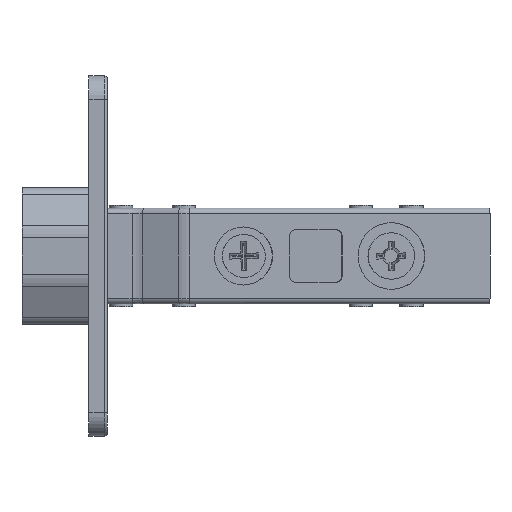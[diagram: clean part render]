
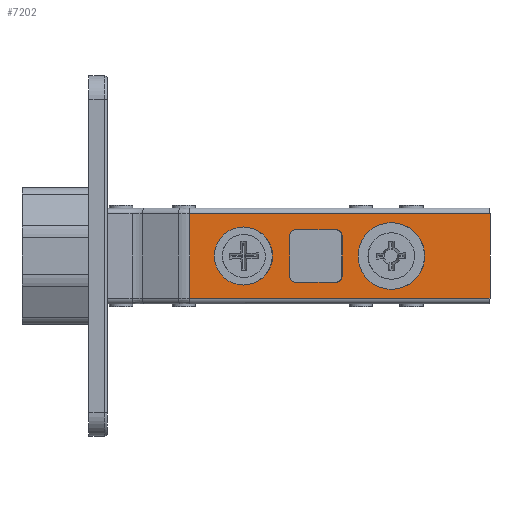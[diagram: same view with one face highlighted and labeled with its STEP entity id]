
A CAD part, front view. The second image highlights one B-rep face of the part: STEP entity #7202.
In plain terms, the highlighted planar face has unit normal (0.042, -0.999, 0).
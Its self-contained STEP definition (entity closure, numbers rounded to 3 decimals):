
#48 = CARTESIAN_POINT ( 'NONE',  ( -51.73, -2.167, 7.25 ) ) ;
#206 = VERTEX_POINT ( 'NONE', #6940 ) ;
#264 = DIRECTION ( 'NONE',  ( 0.999, 0.042, 0. ) ) ;
#268 = CARTESIAN_POINT ( 'NONE',  ( -47.458, -1.988, 0. ) ) ;
#417 = DIRECTION ( 'NONE',  ( 0.999, 0.042, 0. ) ) ;
#495 = AXIS2_PLACEMENT_3D ( 'NONE', #12634, #13806, #13885 ) ;
#506 = EDGE_CURVE ( 'NONE', #12308, #894, #12098, .T. ) ;
#538 = CARTESIAN_POINT ( 'NONE',  ( -34.47, -1.444, 3.5 ) ) ;
#545 = FACE_OUTER_BOUND ( 'NONE', #13223, .T. ) ;
#612 = EDGE_LOOP ( 'NONE', ( #9408, #12119, #9467, #2079, #3956, #9825, #11397, #13371 ) ) ;
#744 = EDGE_CURVE ( 'NONE', #8518, #8444, #3936, .T. ) ;
#894 = VERTEX_POINT ( 'NONE', #2366 ) ;
#943 = VERTEX_POINT ( 'NONE', #2294 ) ;
#1045 = DIRECTION ( 'NONE',  ( -0.999, -0.042, 0. ) ) ;
#1070 = EDGE_LOOP ( 'NONE', ( #8747, #1724 ) ) ;
#1074 = AXIS2_PLACEMENT_3D ( 'NONE', #1869, #10833, #6399 ) ;
#1278 = CARTESIAN_POINT ( 'NONE',  ( -33.471, -1.402, -3.5 ) ) ;
#1472 = ORIENTED_EDGE ( 'NONE', *, *, #10047, .F. ) ;
#1529 = CARTESIAN_POINT ( 'NONE',  ( -33.471, -1.402, 3.5 ) ) ;
#1620 = EDGE_CURVE ( 'NONE', #10070, #1945, #12713, .T. ) ;
#1724 = ORIENTED_EDGE ( 'NONE', *, *, #5116, .F. ) ;
#1866 = LINE ( 'NONE', #14230, #11038 ) ;
#1869 = CARTESIAN_POINT ( 'NONE',  ( -51.73, -2.167, 8.25 ) ) ;
#1945 = VERTEX_POINT ( 'NONE', #10824 ) ;
#2079 = ORIENTED_EDGE ( 'NONE', *, *, #14551, .F. ) ;
#2119 = VERTEX_POINT ( 'NONE', #14367 ) ;
#2264 = VECTOR ( 'NONE', #1045, 1000. ) ;
#2294 = CARTESIAN_POINT ( 'NONE',  ( -25.478, -1.067, 3.5 ) ) ;
#2323 = CARTESIAN_POINT ( 'NONE',  ( 0., 0., -7.25 ) ) ;
#2366 = CARTESIAN_POINT ( 'NONE',  ( -33.471, -1.402, 4.5 ) ) ;
#2368 = ORIENTED_EDGE ( 'NONE', *, *, #3164, .F. ) ;
#2716 = CARTESIAN_POINT ( 'NONE',  ( -26.477, -1.109, 4.5 ) ) ;
#3069 = AXIS2_PLACEMENT_3D ( 'NONE', #4267, #12335, #14626 ) ;
#3164 = EDGE_CURVE ( 'NONE', #14427, #206, #10250, .T. ) ;
#3710 = EDGE_CURVE ( 'NONE', #13308, #5753, #4213, .T. ) ;
#3757 = DIRECTION ( 'NONE',  ( 0.042, -0.999, 0. ) ) ;
#3832 = DIRECTION ( 'NONE',  ( 0.999, 0.042, 0. ) ) ;
#3862 = AXIS2_PLACEMENT_3D ( 'NONE', #4627, #9434, #4994 ) ;
#3936 = LINE ( 'NONE', #8670, #11840 ) ;
#3956 = ORIENTED_EDGE ( 'NONE', *, *, #506, .F. ) ;
#4015 = CARTESIAN_POINT ( 'NONE',  ( -16.985, -0.711, 0. ) ) ;
#4213 = LINE ( 'NONE', #8731, #7456 ) ;
#4267 = CARTESIAN_POINT ( 'NONE',  ( -42.463, -1.779, 0. ) ) ;
#4400 = CIRCLE ( 'NONE', #7257, 1. ) ;
#4576 = DIRECTION ( 'NONE',  ( -0.999, -0.042, 0. ) ) ;
#4627 = CARTESIAN_POINT ( 'NONE',  ( -42.463, -1.779, 0. ) ) ;
#4883 = EDGE_CURVE ( 'NONE', #13308, #8232, #7719, .T. ) ;
#4994 = DIRECTION ( 'NONE',  ( 0.999, 0.042, 0. ) ) ;
#5116 = EDGE_CURVE ( 'NONE', #2119, #6382, #13537, .T. ) ;
#5142 = FACE_BOUND ( 'NONE', #7555, .T. ) ;
#5321 = CARTESIAN_POINT ( 'NONE',  ( 0., 0., -7.25 ) ) ;
#5601 = AXIS2_PLACEMENT_3D ( 'NONE', #4015, #9722, #8536 ) ;
#5672 = CARTESIAN_POINT ( 'NONE',  ( -25.478, -1.067, 3.5 ) ) ;
#5753 = VERTEX_POINT ( 'NONE', #2323 ) ;
#5911 = CARTESIAN_POINT ( 'NONE',  ( -33.471, -1.402, -4.5 ) ) ;
#6022 = DIRECTION ( 'NONE',  ( 0.042, -0.999, 0. ) ) ;
#6038 = CIRCLE ( 'NONE', #14297, 1. ) ;
#6098 = CARTESIAN_POINT ( 'NONE',  ( -11.24, -0.471, 0. ) ) ;
#6382 = VERTEX_POINT ( 'NONE', #6098 ) ;
#6399 = DIRECTION ( 'NONE',  ( -0.999, -0.042, 0. ) ) ;
#6440 = CARTESIAN_POINT ( 'NONE',  ( -51.73, -2.167, -7.25 ) ) ;
#6590 = DIRECTION ( 'NONE',  ( 0.999, 0.042, 0. ) ) ;
#6741 = DIRECTION ( 'NONE',  ( 0., 0., -1. ) ) ;
#6940 = CARTESIAN_POINT ( 'NONE',  ( -37.467, -1.569, 0. ) ) ;
#7202 = ADVANCED_FACE ( 'NONE', ( #7512, #5142, #14234, #545 ), #11938, .F. ) ;
#7257 = AXIS2_PLACEMENT_3D ( 'NONE', #1529, #10570, #417 ) ;
#7358 = DIRECTION ( 'NONE',  ( 0., 0., -1. ) ) ;
#7453 = EDGE_CURVE ( 'NONE', #8444, #10070, #6038, .T. ) ;
#7456 = VECTOR ( 'NONE', #6741, 1000. ) ;
#7495 = DIRECTION ( 'NONE',  ( 0., 0., -1. ) ) ;
#7512 = FACE_BOUND ( 'NONE', #1070, .T. ) ;
#7555 = EDGE_LOOP ( 'NONE', ( #1472, #2368 ) ) ;
#7719 = LINE ( 'NONE', #12219, #2264 ) ;
#7777 = LINE ( 'NONE', #5321, #9853 ) ;
#7903 = LINE ( 'NONE', #5672, #11279 ) ;
#7978 = VERTEX_POINT ( 'NONE', #6440 ) ;
#8023 = DIRECTION ( 'NONE',  ( 0.999, 0.042, 0. ) ) ;
#8232 = VERTEX_POINT ( 'NONE', #48 ) ;
#8444 = VERTEX_POINT ( 'NONE', #13359 ) ;
#8518 = VERTEX_POINT ( 'NONE', #538 ) ;
#8536 = DIRECTION ( 'NONE',  ( 0.999, 0.042, 0. ) ) ;
#8603 = EDGE_CURVE ( 'NONE', #6382, #2119, #10330, .T. ) ;
#8670 = CARTESIAN_POINT ( 'NONE',  ( -34.47, -1.444, 3.5 ) ) ;
#8731 = CARTESIAN_POINT ( 'NONE',  ( 0., 0., 8.25 ) ) ;
#8747 = ORIENTED_EDGE ( 'NONE', *, *, #8603, .F. ) ;
#8946 = CARTESIAN_POINT ( 'NONE',  ( 0., 0., 7.25 ) ) ;
#9202 = EDGE_CURVE ( 'NONE', #8232, #7978, #1866, .T. ) ;
#9371 = CARTESIAN_POINT ( 'NONE',  ( -33.471, -1.402, -4.5 ) ) ;
#9408 = ORIENTED_EDGE ( 'NONE', *, *, #1620, .F. ) ;
#9414 = ORIENTED_EDGE ( 'NONE', *, *, #3710, .F. ) ;
#9434 = DIRECTION ( 'NONE',  ( 0.042, -0.999, 0. ) ) ;
#9467 = ORIENTED_EDGE ( 'NONE', *, *, #744, .F. ) ;
#9722 = DIRECTION ( 'NONE',  ( 0.042, -0.999, 0. ) ) ;
#9825 = ORIENTED_EDGE ( 'NONE', *, *, #13201, .F. ) ;
#9853 = VECTOR ( 'NONE', #6590, 1000. ) ;
#10047 = EDGE_CURVE ( 'NONE', #206, #14427, #10632, .T. ) ;
#10070 = VERTEX_POINT ( 'NONE', #9371 ) ;
#10159 = VERTEX_POINT ( 'NONE', #11582 ) ;
#10250 = CIRCLE ( 'NONE', #3862, 5. ) ;
#10260 = DIRECTION ( 'NONE',  ( 0., 0., 1. ) ) ;
#10330 = CIRCLE ( 'NONE', #5601, 5.75 ) ;
#10433 = VECTOR ( 'NONE', #13564, 1000. ) ;
#10570 = DIRECTION ( 'NONE',  ( 0.042, -0.999, 0. ) ) ;
#10632 = CIRCLE ( 'NONE', #3069, 5. ) ;
#10677 = VECTOR ( 'NONE', #264, 1000. ) ;
#10824 = CARTESIAN_POINT ( 'NONE',  ( -26.477, -1.109, -4.5 ) ) ;
#10833 = DIRECTION ( 'NONE',  ( -0.042, 0.999, 0. ) ) ;
#10984 = CARTESIAN_POINT ( 'NONE',  ( -33.471, -1.402, 4.5 ) ) ;
#11038 = VECTOR ( 'NONE', #7358, 1000. ) ;
#11129 = EDGE_CURVE ( 'NONE', #1945, #10159, #13039, .T. ) ;
#11279 = VECTOR ( 'NONE', #10260, 1000. ) ;
#11397 = ORIENTED_EDGE ( 'NONE', *, *, #13728, .F. ) ;
#11535 = ORIENTED_EDGE ( 'NONE', *, *, #4883, .T. ) ;
#11582 = CARTESIAN_POINT ( 'NONE',  ( -25.478, -1.067, -3.5 ) ) ;
#11840 = VECTOR ( 'NONE', #7495, 1000. ) ;
#11938 = PLANE ( 'NONE',  #1074 ) ;
#11985 = CIRCLE ( 'NONE', #13170, 1. ) ;
#12098 = LINE ( 'NONE', #10984, #10433 ) ;
#12119 = ORIENTED_EDGE ( 'NONE', *, *, #7453, .F. ) ;
#12219 = CARTESIAN_POINT ( 'NONE',  ( -51.73, -2.167, 7.25 ) ) ;
#12308 = VERTEX_POINT ( 'NONE', #2716 ) ;
#12335 = DIRECTION ( 'NONE',  ( 0.042, -0.999, 0. ) ) ;
#12634 = CARTESIAN_POINT ( 'NONE',  ( -26.477, -1.109, -3.5 ) ) ;
#12713 = LINE ( 'NONE', #5911, #10677 ) ;
#13039 = CIRCLE ( 'NONE', #495, 1. ) ;
#13045 = EDGE_CURVE ( 'NONE', #7978, #5753, #7777, .T. ) ;
#13064 = AXIS2_PLACEMENT_3D ( 'NONE', #13900, #3757, #3832 ) ;
#13170 = AXIS2_PLACEMENT_3D ( 'NONE', #13532, #14637, #4576 ) ;
#13201 = EDGE_CURVE ( 'NONE', #943, #12308, #11985, .T. ) ;
#13223 = EDGE_LOOP ( 'NONE', ( #9414, #11535, #13829, #13448 ) ) ;
#13308 = VERTEX_POINT ( 'NONE', #8946 ) ;
#13359 = CARTESIAN_POINT ( 'NONE',  ( -34.47, -1.444, -3.5 ) ) ;
#13371 = ORIENTED_EDGE ( 'NONE', *, *, #11129, .F. ) ;
#13448 = ORIENTED_EDGE ( 'NONE', *, *, #13045, .T. ) ;
#13532 = CARTESIAN_POINT ( 'NONE',  ( -26.477, -1.109, 3.5 ) ) ;
#13537 = CIRCLE ( 'NONE', #13064, 5.75 ) ;
#13564 = DIRECTION ( 'NONE',  ( -0.999, -0.042, 0. ) ) ;
#13728 = EDGE_CURVE ( 'NONE', #10159, #943, #7903, .T. ) ;
#13806 = DIRECTION ( 'NONE',  ( 0.042, -0.999, 0. ) ) ;
#13829 = ORIENTED_EDGE ( 'NONE', *, *, #9202, .T. ) ;
#13885 = DIRECTION ( 'NONE',  ( 0.999, 0.042, 0. ) ) ;
#13900 = CARTESIAN_POINT ( 'NONE',  ( -16.985, -0.711, 0. ) ) ;
#14230 = CARTESIAN_POINT ( 'NONE',  ( -51.73, -2.167, 8.25 ) ) ;
#14234 = FACE_BOUND ( 'NONE', #612, .T. ) ;
#14297 = AXIS2_PLACEMENT_3D ( 'NONE', #1278, #6022, #8023 ) ;
#14367 = CARTESIAN_POINT ( 'NONE',  ( -22.73, -0.952, 0. ) ) ;
#14427 = VERTEX_POINT ( 'NONE', #268 ) ;
#14551 = EDGE_CURVE ( 'NONE', #894, #8518, #4400, .T. ) ;
#14626 = DIRECTION ( 'NONE',  ( 0.999, 0.042, 0. ) ) ;
#14637 = DIRECTION ( 'NONE',  ( 0.042, -0.999, 0. ) ) ;
